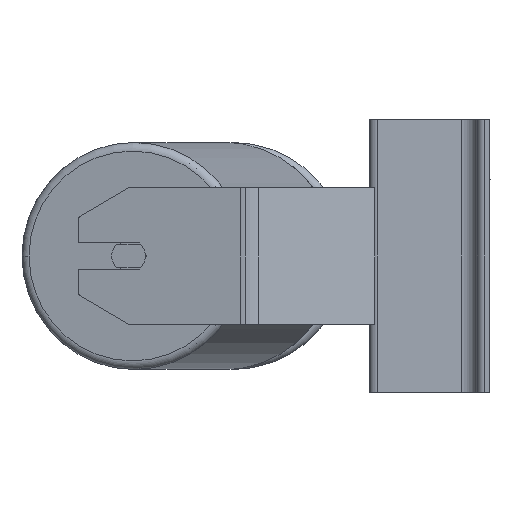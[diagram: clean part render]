
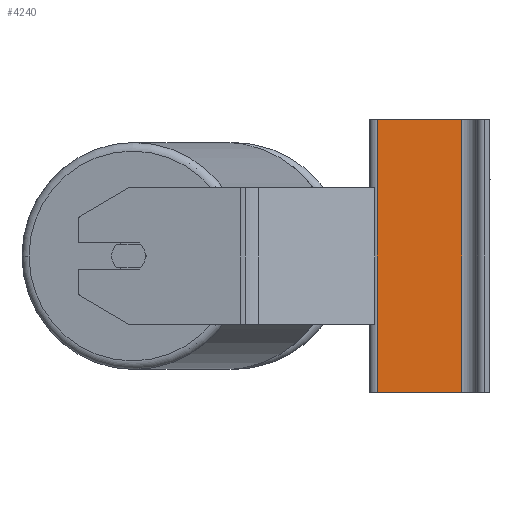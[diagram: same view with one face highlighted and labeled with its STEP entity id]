
A CAD part, left-side view. The second image highlights one B-rep face of the part: STEP entity #4240.
In plain terms, the highlighted planar face has unit normal (-1, 0, 0).
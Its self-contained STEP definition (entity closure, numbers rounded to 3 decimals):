
#286 = LINE ( 'NONE', #4381, #2645 ) ;
#319 = CARTESIAN_POINT ( 'NONE',  ( -487., -36., -80. ) ) ;
#677 = PLANE ( 'NONE',  #1261 ) ;
#805 = VERTEX_POINT ( 'NONE', #7589 ) ;
#843 = EDGE_CURVE ( 'NONE', #3284, #8091, #7583, .T. ) ;
#1261 = AXIS2_PLACEMENT_3D ( 'NONE', #7119, #1375, #2240 ) ;
#1375 = DIRECTION ( 'NONE',  ( 1., 0., 0. ) ) ;
#1464 = VECTOR ( 'NONE', #2774, 1000. ) ;
#1509 = VERTEX_POINT ( 'NONE', #8685 ) ;
#1838 = EDGE_LOOP ( 'NONE', ( #9079, #2128, #6662, #8585 ) ) ;
#1977 = LINE ( 'NONE', #4500, #1464 ) ;
#2128 = ORIENTED_EDGE ( 'NONE', *, *, #6470, .F. ) ;
#2240 = DIRECTION ( 'NONE',  ( 0., 1., 0. ) ) ;
#2645 = VECTOR ( 'NONE', #2714, 1000. ) ;
#2714 = DIRECTION ( 'NONE',  ( 0., 0., -1. ) ) ;
#2774 = DIRECTION ( 'NONE',  ( 0., -1., 0. ) ) ;
#3165 = CARTESIAN_POINT ( 'NONE',  ( -487., -36., 80. ) ) ;
#3284 = VERTEX_POINT ( 'NONE', #9416 ) ;
#3583 = DIRECTION ( 'NONE',  ( 0., -1., 0. ) ) ;
#3680 = VECTOR ( 'NONE', #10483, 1000. ) ;
#3808 = FACE_OUTER_BOUND ( 'NONE', #1838, .T. ) ;
#4240 = ADVANCED_FACE ( 'NONE', ( #3808 ), #677, .F. ) ;
#4381 = CARTESIAN_POINT ( 'NONE',  ( -487., 13.5, 80. ) ) ;
#4500 = CARTESIAN_POINT ( 'NONE',  ( -487., 13.5, 80. ) ) ;
#4509 = EDGE_CURVE ( 'NONE', #1509, #3284, #286, .T. ) ;
#5321 = EDGE_CURVE ( 'NONE', #1509, #805, #1977, .T. ) ;
#5992 = CARTESIAN_POINT ( 'NONE',  ( -487., 13.5, -80. ) ) ;
#6470 = EDGE_CURVE ( 'NONE', #805, #8091, #7130, .T. ) ;
#6662 = ORIENTED_EDGE ( 'NONE', *, *, #5321, .F. ) ;
#7119 = CARTESIAN_POINT ( 'NONE',  ( -487., 13.5, 80. ) ) ;
#7130 = LINE ( 'NONE', #3165, #3680 ) ;
#7583 = LINE ( 'NONE', #5992, #9347 ) ;
#7589 = CARTESIAN_POINT ( 'NONE',  ( -487., -36., 80. ) ) ;
#8091 = VERTEX_POINT ( 'NONE', #319 ) ;
#8585 = ORIENTED_EDGE ( 'NONE', *, *, #4509, .T. ) ;
#8685 = CARTESIAN_POINT ( 'NONE',  ( -487., 13.5, 80. ) ) ;
#9079 = ORIENTED_EDGE ( 'NONE', *, *, #843, .T. ) ;
#9347 = VECTOR ( 'NONE', #3583, 1000. ) ;
#9416 = CARTESIAN_POINT ( 'NONE',  ( -487., 13.5, -80. ) ) ;
#10483 = DIRECTION ( 'NONE',  ( 0., 0., -1. ) ) ;
